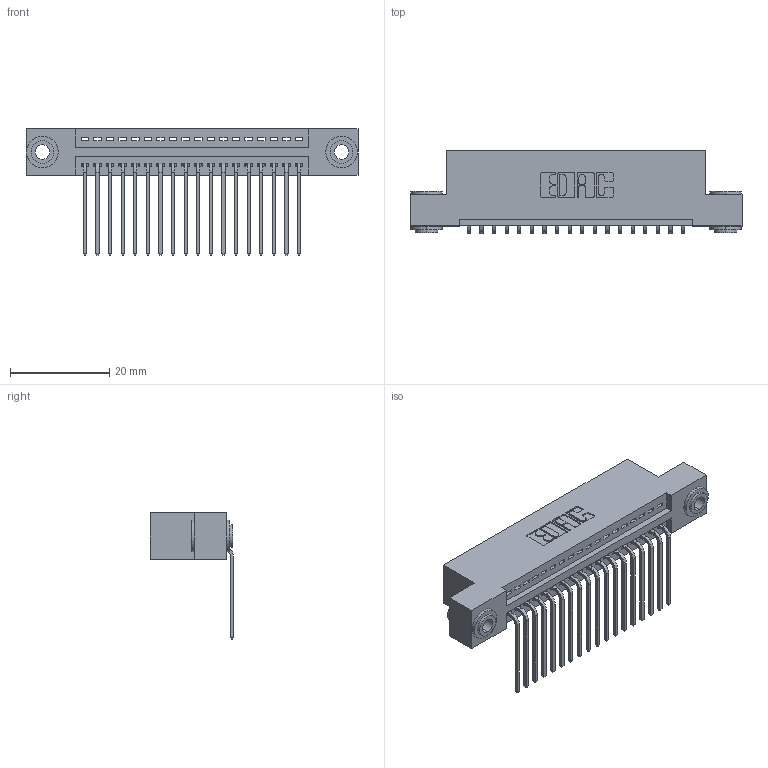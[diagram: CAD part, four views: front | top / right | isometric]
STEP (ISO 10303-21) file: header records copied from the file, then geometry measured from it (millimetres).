
FILE_DESCRIPTION (( 'STEP AP203' ), '1' );
FILE_NAME ('345-018-559-103.STEP', '2019-10-04T18:13:04', ( '' ), ( '' ), 'SwSTEP 2.0', 'SolidWorks 2016', '' );
FILE_SCHEMA (( 'CONFIG_CONTROL_DESIGN' ));
Length unit declared in the file: inch
Products named in the file (4): 345-292-001_558 559 Tail - 1; 345-250-002_345-250-002-102; 345 Part_Flush Mounting Lugs - 0.156 Dia-TH; 345-018-559-103
Assembly tree (21 placements, depth 2):
  345-018-559-103
    345 Part_Flush Mounting Lugs - 0.156 Dia-TH
    345-292-001_558 559 Tail - 1  x18
    345-250-002_345-250-002-102  x2
Bounding box: 66.93 x 16.75 x 25.53 mm (x, y, z)
Volume: 6239.8 mm3; surface area: 8532.8 mm2
Topology: 21 solids, 21 shells, 1244 faces, 3693 edges, 2434 vertices
Faces by surface type: plane 846, cylinder 390, cone 8
Entity records: 17512 total; most frequent: CARTESIAN_POINT 3013, ORIENTED_EDGE 2958, DIRECTION 2697, EDGE_CURVE 1479, LINE 1251, VECTOR 1251, VERTEX_POINT 982, AXIS2_PLACEMENT_3D 723
